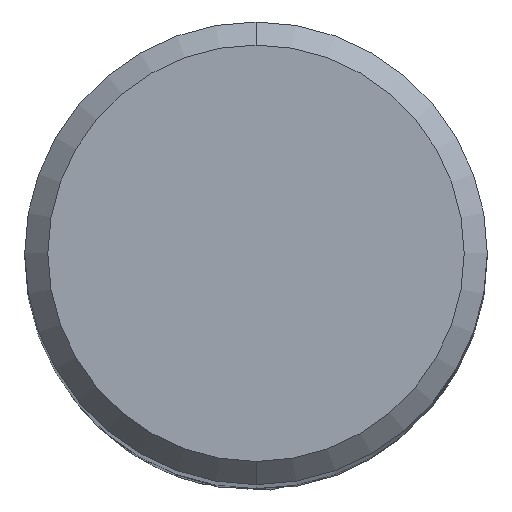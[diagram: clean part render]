
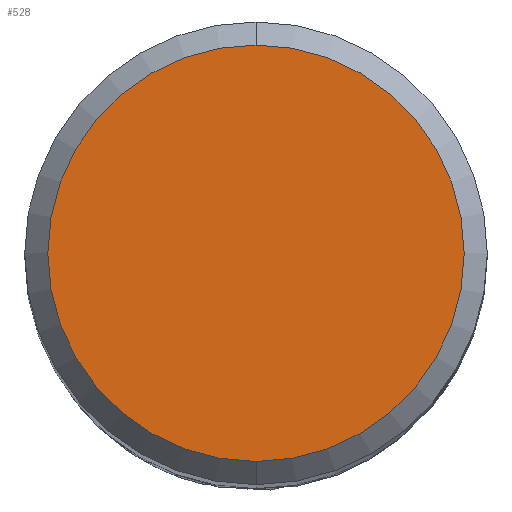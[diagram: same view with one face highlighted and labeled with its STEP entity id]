
A CAD part, top view. The second image highlights one B-rep face of the part: STEP entity #528.
In plain terms, the highlighted planar face has unit normal (0, 0, 1).
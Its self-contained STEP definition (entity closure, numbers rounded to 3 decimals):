
#408=EDGE_CURVE('',#510,#582,#1003,.T.);
#510=VERTEX_POINT('',#1119);
#528=ADVANCED_FACE('',(#1137),#1138,.T.);
#582=VERTEX_POINT('',#1198);
#714=EDGE_CURVE('',#582,#510,#1341,.T.);
#1003=CIRCLE('',#3026,5.4);
#1119=CARTESIAN_POINT('',(0.0,5.4,0.0));
#1137=FACE_OUTER_BOUND('',#4928,.T.);
#1138=PLANE('',#4929);
#1198=CARTESIAN_POINT('',(0.,-5.4,0.0));
#1341=CIRCLE('',#5535,5.4);
#3026=AXIS2_PLACEMENT_3D('',#9165,#9166,#9167);
#4928=EDGE_LOOP('',(#9322,#9323));
#4929=AXIS2_PLACEMENT_3D('',#9324,#9325,#9326);
#5535=AXIS2_PLACEMENT_3D('',#9530,#9531,#9532);
#9165=CARTESIAN_POINT('',(0.0,0.0,0.0));
#9166=DIRECTION('',(0.0,0.0,-1.0));
#9167=DIRECTION('',(0.0,1.0,0.0));
#9322=ORIENTED_EDGE('',*,*,#408,.F.);
#9323=ORIENTED_EDGE('',*,*,#714,.F.);
#9324=CARTESIAN_POINT('',(0.0,2.7,0.0));
#9325=DIRECTION('',(-0.0,0.0,1.0));
#9326=DIRECTION('',(0.0,-1.0,0.0));
#9530=CARTESIAN_POINT('',(0.0,0.0,0.0));
#9531=DIRECTION('',(0.0,0.0,-1.0));
#9532=DIRECTION('',(0.0,1.0,0.0));
